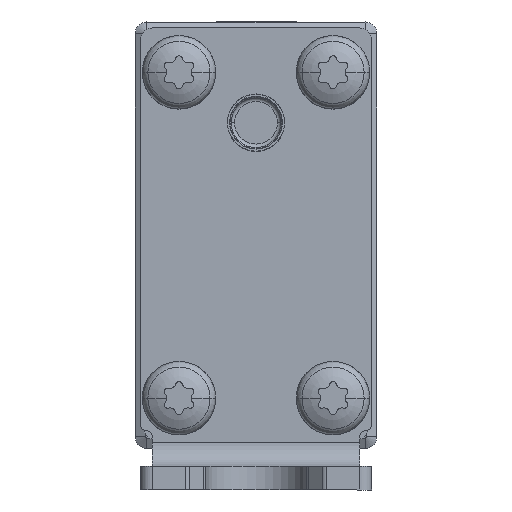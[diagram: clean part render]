
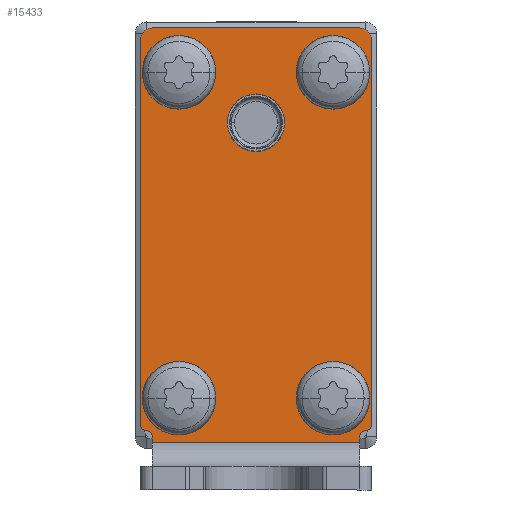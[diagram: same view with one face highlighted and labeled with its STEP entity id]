
A CAD part, front view. The second image highlights one B-rep face of the part: STEP entity #15433.
In plain terms, the highlighted face is planar.
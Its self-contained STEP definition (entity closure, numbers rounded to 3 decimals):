
#13713=DIRECTION('',(0.,1.,0.));
#13714=VECTOR('',#13713,32.5);
#13715=CARTESIAN_POINT('',(2.,5.5,-9.75));
#13716=LINE('',#13715,#13714);
#13997=DIRECTION('',(0.,1.,0.));
#13998=VECTOR('',#13997,32.5);
#13999=CARTESIAN_POINT('',(2.,5.5,9.75));
#14000=LINE('',#13999,#13998);
#14102=CARTESIAN_POINT('',(2.,7.75,-6.5));
#14103=DIRECTION('',(1.,0.,0.));
#14104=DIRECTION('',(0.,0.,-1.));
#14105=AXIS2_PLACEMENT_3D('',#14102,#14103,#14104);
#14110=CARTESIAN_POINT('',(2.,7.75,-6.5));
#14111=DIRECTION('',(1.,0.,0.));
#14112=DIRECTION('',(0.,0.,1.));
#14113=AXIS2_PLACEMENT_3D('',#14110,#14111,#14112);
#14118=CARTESIAN_POINT('',(2.,35.25,6.5));
#14119=DIRECTION('',(1.,0.,0.));
#14120=DIRECTION('',(0.,0.,-1.));
#14121=AXIS2_PLACEMENT_3D('',#14118,#14119,#14120);
#14126=CARTESIAN_POINT('',(2.,35.25,6.5));
#14127=DIRECTION('',(1.,0.,0.));
#14128=DIRECTION('',(0.,0.,1.));
#14129=AXIS2_PLACEMENT_3D('',#14126,#14127,#14128);
#14134=CARTESIAN_POINT('',(2.,7.75,6.5));
#14135=DIRECTION('',(1.,0.,0.));
#14136=DIRECTION('',(0.,0.,-1.));
#14137=AXIS2_PLACEMENT_3D('',#14134,#14135,#14136);
#14142=CARTESIAN_POINT('',(2.,7.75,6.5));
#14143=DIRECTION('',(1.,0.,0.));
#14144=DIRECTION('',(0.,0.,1.));
#14145=AXIS2_PLACEMENT_3D('',#14142,#14143,#14144);
#14150=CARTESIAN_POINT('',(2.,35.25,-6.5));
#14151=DIRECTION('',(1.,0.,0.));
#14152=DIRECTION('',(0.,0.,-1.));
#14153=AXIS2_PLACEMENT_3D('',#14150,#14151,#14152);
#14158=CARTESIAN_POINT('',(2.,35.25,-6.5));
#14159=DIRECTION('',(1.,0.,0.));
#14160=DIRECTION('',(0.,0.,1.));
#14161=AXIS2_PLACEMENT_3D('',#14158,#14159,#14160);
#14166=CARTESIAN_POINT('',(2.,31.,0.));
#14167=DIRECTION('',(1.,0.,0.));
#14168=DIRECTION('',(0.,0.,-1.));
#14169=AXIS2_PLACEMENT_3D('',#14166,#14167,#14168);
#14174=CARTESIAN_POINT('',(2.,31.,0.));
#14175=DIRECTION('',(1.,0.,0.));
#14176=DIRECTION('',(0.,0.,1.));
#14177=AXIS2_PLACEMENT_3D('',#14174,#14175,#14176);
#14182=CARTESIAN_POINT('',(2.,5.5,9.25));
#14183=DIRECTION('',(1.,0.,0.));
#14184=DIRECTION('',(0.,0.,1.));
#14185=AXIS2_PLACEMENT_3D('',#14182,#14183,#14184);
#14190=CARTESIAN_POINT('',(2.,38.,8.75));
#14191=DIRECTION('',(1.,0.,0.));
#14192=DIRECTION('',(0.,1.,0.));
#14193=AXIS2_PLACEMENT_3D('',#14190,#14191,#14192);
#14198=CARTESIAN_POINT('',(2.,38.,-8.75));
#14199=DIRECTION('',(1.,0.,0.));
#14200=DIRECTION('',(0.,0.,-1.));
#14201=AXIS2_PLACEMENT_3D('',#14198,#14199,#14200);
#14206=CARTESIAN_POINT('',(2.,5.5,-9.25));
#14207=DIRECTION('',(1.,0.,0.));
#14208=DIRECTION('',(0.,-1.,0.));
#14209=AXIS2_PLACEMENT_3D('',#14206,#14207,#14208);
#14214=DIRECTION('',(0.,1.,0.));
#14215=VECTOR('',#14214,0.5);
#14216=CARTESIAN_POINT('',(2.,4.,-8.75));
#14217=LINE('',#14216,#14215);
#14221=DIRECTION('',(0.,0.,1.));
#14222=VECTOR('',#14221,17.5);
#14223=CARTESIAN_POINT('',(2.,4.,-8.75));
#14224=LINE('',#14223,#14222);
#14228=DIRECTION('',(0.,1.,0.));
#14229=VECTOR('',#14228,0.5);
#14230=CARTESIAN_POINT('',(2.,4.,8.75));
#14231=LINE('',#14230,#14229);
#14445=CARTESIAN_POINT('',(2.,4.5,9.25));
#14446=DIRECTION('',(-1.,0.,0.));
#14447=DIRECTION('',(0.,1.,0.));
#14448=AXIS2_PLACEMENT_3D('',#14445,#14446,#14447);
#14667=CARTESIAN_POINT('',(2.,4.5,-9.25));
#14668=DIRECTION('',(-1.,0.,0.));
#14669=DIRECTION('',(0.,0.,1.));
#14670=AXIS2_PLACEMENT_3D('',#14667,#14668,#14669);
#14682=DIRECTION('',(0.,0.,1.));
#14683=VECTOR('',#14682,17.5);
#14684=CARTESIAN_POINT('',(2.,39.,-8.75));
#14685=LINE('',#14684,#14683);
#14700=CARTESIAN_POINT('',(2.,7.75,-8.45));
#14701=CARTESIAN_POINT('',(2.,7.75,-4.55));
#14702=VERTEX_POINT('',#14700);
#14703=VERTEX_POINT('',#14701);
#14708=CARTESIAN_POINT('',(2.,35.25,4.55));
#14709=CARTESIAN_POINT('',(2.,35.25,8.45));
#14710=VERTEX_POINT('',#14708);
#14711=VERTEX_POINT('',#14709);
#14716=CARTESIAN_POINT('',(2.,7.75,4.8));
#14717=CARTESIAN_POINT('',(2.,7.75,8.2));
#14718=VERTEX_POINT('',#14716);
#14719=VERTEX_POINT('',#14717);
#14724=CARTESIAN_POINT('',(2.,35.25,-8.2));
#14725=CARTESIAN_POINT('',(2.,35.25,-4.8));
#14726=VERTEX_POINT('',#14724);
#14727=VERTEX_POINT('',#14725);
#14732=CARTESIAN_POINT('',(2.,31.,-2.4));
#14733=CARTESIAN_POINT('',(2.,31.,2.4));
#14734=VERTEX_POINT('',#14732);
#14735=VERTEX_POINT('',#14733);
#14740=CARTESIAN_POINT('',(2.,4.,-8.75));
#14741=CARTESIAN_POINT('',(2.,4.,8.75));
#14742=VERTEX_POINT('',#14740);
#14743=VERTEX_POINT('',#14741);
#14752=CARTESIAN_POINT('',(2.,38.,-9.75));
#14753=CARTESIAN_POINT('',(2.,39.,-8.75));
#14754=VERTEX_POINT('',#14752);
#14755=VERTEX_POINT('',#14753);
#14764=CARTESIAN_POINT('',(2.,39.,8.75));
#14765=VERTEX_POINT('',#14764);
#14766=CARTESIAN_POINT('',(2.,38.,9.75));
#14767=VERTEX_POINT('',#14766);
#14797=CARTESIAN_POINT('',(2.,4.5,8.75));
#14799=VERTEX_POINT('',#14797);
#14805=CARTESIAN_POINT('',(2.,4.5,-8.75));
#14807=VERTEX_POINT('',#14805);
#14816=CARTESIAN_POINT('',(2.,5.5,9.75));
#14817=CARTESIAN_POINT('',(2.,5.,9.25));
#14818=VERTEX_POINT('',#14816);
#14819=VERTEX_POINT('',#14817);
#14836=CARTESIAN_POINT('',(2.,5.,-9.25));
#14837=VERTEX_POINT('',#14836);
#14838=CARTESIAN_POINT('',(2.,5.5,-9.75));
#14839=VERTEX_POINT('',#14838);
#15375=CARTESIAN_POINT('',(2.,4.,-9.75));
#15376=DIRECTION('',(1.,0.,0.));
#15377=DIRECTION('',(0.,1.,0.));
#15378=AXIS2_PLACEMENT_3D('',#15375,#15376,#15377);
#15379=PLANE('',#15378);
#15380=ORIENTED_EDGE('',*,*,#15358,.F.);
#15381=ORIENTED_EDGE('',*,*,#15082,.T.);
#15383=ORIENTED_EDGE('',*,*,#15382,.F.);
#15385=ORIENTED_EDGE('',*,*,#15384,.F.);
#15387=ORIENTED_EDGE('',*,*,#15386,.F.);
#15388=ORIENTED_EDGE('',*,*,#14894,.F.);
#15390=ORIENTED_EDGE('',*,*,#15389,.F.);
#15392=ORIENTED_EDGE('',*,*,#15391,.F.);
#15394=ORIENTED_EDGE('',*,*,#15393,.F.);
#15396=ORIENTED_EDGE('',*,*,#15395,.T.);
#15398=ORIENTED_EDGE('',*,*,#15397,.T.);
#15400=ORIENTED_EDGE('',*,*,#15399,.F.);
#15401=EDGE_LOOP('',(#15380,#15381,#15383,#15385,#15387,#15388,#15390,#15392,
#15394,#15396,#15398,#15400));
#15402=FACE_OUTER_BOUND('',#15401,.F.);
#15404=ORIENTED_EDGE('',*,*,#15403,.T.);
#15406=ORIENTED_EDGE('',*,*,#15405,.T.);
#15407=EDGE_LOOP('',(#15404,#15406));
#15408=FACE_BOUND('',#15407,.F.);
#15410=ORIENTED_EDGE('',*,*,#15409,.T.);
#15412=ORIENTED_EDGE('',*,*,#15411,.T.);
#15413=EDGE_LOOP('',(#15410,#15412));
#15414=FACE_BOUND('',#15413,.F.);
#15416=ORIENTED_EDGE('',*,*,#15415,.T.);
#15418=ORIENTED_EDGE('',*,*,#15417,.T.);
#15419=EDGE_LOOP('',(#15416,#15418));
#15420=FACE_BOUND('',#15419,.F.);
#15422=ORIENTED_EDGE('',*,*,#15421,.T.);
#15424=ORIENTED_EDGE('',*,*,#15423,.T.);
#15425=EDGE_LOOP('',(#15422,#15424));
#15426=FACE_BOUND('',#15425,.F.);
#15428=ORIENTED_EDGE('',*,*,#15427,.T.);
#15430=ORIENTED_EDGE('',*,*,#15429,.T.);
#15431=EDGE_LOOP('',(#15428,#15430));
#15432=FACE_BOUND('',#15431,.F.);
#14106=CIRCLE('',#14105,1.95);
#14114=CIRCLE('',#14113,1.95);
#14122=CIRCLE('',#14121,1.95);
#14130=CIRCLE('',#14129,1.95);
#14138=CIRCLE('',#14137,1.7);
#14146=CIRCLE('',#14145,1.7);
#14154=CIRCLE('',#14153,1.7);
#14162=CIRCLE('',#14161,1.7);
#14170=CIRCLE('',#14169,2.4);
#14178=CIRCLE('',#14177,2.4);
#14186=CIRCLE('',#14185,0.5);
#14194=CIRCLE('',#14193,1.);
#14202=CIRCLE('',#14201,1.);
#14210=CIRCLE('',#14209,0.5);
#14449=CIRCLE('',#14448,0.5);
#14671=CIRCLE('',#14670,0.5);
#14894=EDGE_CURVE('',#14839,#14754,#13716,.T.);
#15082=EDGE_CURVE('',#14818,#14767,#14000,.T.);
#15358=EDGE_CURVE('',#14818,#14819,#14186,.T.);
#15382=EDGE_CURVE('',#14765,#14767,#14194,.T.);
#15384=EDGE_CURVE('',#14755,#14765,#14685,.T.);
#15386=EDGE_CURVE('',#14754,#14755,#14202,.T.);
#15389=EDGE_CURVE('',#14837,#14839,#14210,.T.);
#15391=EDGE_CURVE('',#14807,#14837,#14671,.T.);
#15393=EDGE_CURVE('',#14742,#14807,#14217,.T.);
#15395=EDGE_CURVE('',#14742,#14743,#14224,.T.);
#15397=EDGE_CURVE('',#14743,#14799,#14231,.T.);
#15399=EDGE_CURVE('',#14819,#14799,#14449,.T.);
#15403=EDGE_CURVE('',#14710,#14711,#14122,.T.);
#15405=EDGE_CURVE('',#14711,#14710,#14130,.T.);
#15409=EDGE_CURVE('',#14718,#14719,#14138,.T.);
#15411=EDGE_CURVE('',#14719,#14718,#14146,.T.);
#15415=EDGE_CURVE('',#14726,#14727,#14154,.T.);
#15417=EDGE_CURVE('',#14727,#14726,#14162,.T.);
#15421=EDGE_CURVE('',#14734,#14735,#14170,.T.);
#15423=EDGE_CURVE('',#14735,#14734,#14178,.T.);
#15427=EDGE_CURVE('',#14702,#14703,#14106,.T.);
#15429=EDGE_CURVE('',#14703,#14702,#14114,.T.);
#15433=ADVANCED_FACE('',(#15402,#15408,#15414,#15420,#15426,#15432),#15379,.T.);
